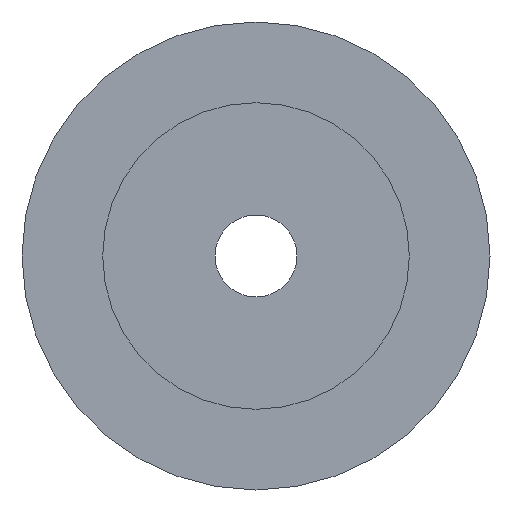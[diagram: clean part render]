
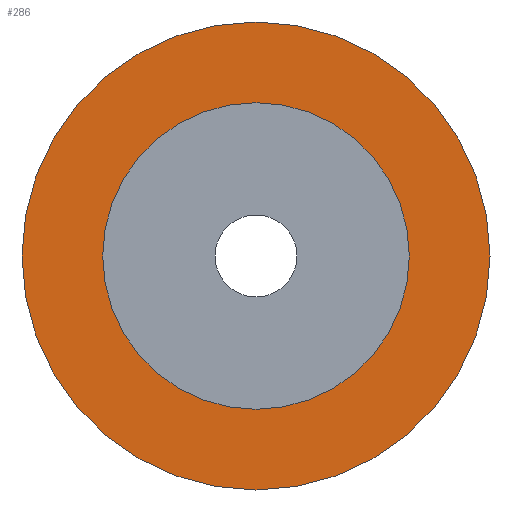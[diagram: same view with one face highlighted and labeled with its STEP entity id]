
A CAD part, left-side view. The second image highlights one B-rep face of the part: STEP entity #286.
In plain terms, the highlighted planar face has unit normal (-1, 0, 0).
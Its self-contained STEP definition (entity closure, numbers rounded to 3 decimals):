
#26=FACE_BOUND('',#56,.T.);
#29=PLANE('',#339);
#37=FACE_OUTER_BOUND('',#55,.T.);
#55=EDGE_LOOP('',(#224,#225));
#56=EDGE_LOOP('',(#226));
#91=CIRCLE('',#316,13.1);
#106=CIRCLE('',#337,20.);
#107=CIRCLE('',#338,20.);
#120=VERTEX_POINT('',#467);
#135=VERTEX_POINT('',#507);
#136=VERTEX_POINT('',#508);
#149=EDGE_CURVE('',#120,#120,#91,.T.);
#168=EDGE_CURVE('',#135,#136,#106,.T.);
#169=EDGE_CURVE('',#136,#135,#107,.T.);
#224=ORIENTED_EDGE('',*,*,#168,.T.);
#225=ORIENTED_EDGE('',*,*,#169,.T.);
#226=ORIENTED_EDGE('',*,*,#149,.T.);
#286=ADVANCED_FACE('',(#37,#26),#29,.T.);
#316=AXIS2_PLACEMENT_3D('',#468,#364,#365);
#337=AXIS2_PLACEMENT_3D('',#509,#410,#411);
#338=AXIS2_PLACEMENT_3D('',#510,#412,#413);
#339=AXIS2_PLACEMENT_3D('',#512,#415,#416);
#364=DIRECTION('center_axis',(1.,0.,0.));
#365=DIRECTION('ref_axis',(0.,0.,-1.));
#410=DIRECTION('center_axis',(-1.,0.,0.));
#411=DIRECTION('ref_axis',(0.,0.,1.));
#412=DIRECTION('center_axis',(-1.,0.,0.));
#413=DIRECTION('ref_axis',(0.,0.,1.));
#415=DIRECTION('center_axis',(-1.,0.,0.));
#416=DIRECTION('ref_axis',(0.,0.,1.));
#467=CARTESIAN_POINT('',(-40.,0.,13.1));
#468=CARTESIAN_POINT('Origin',(-40.,0.,0.));
#507=CARTESIAN_POINT('',(-40.,-20.,0.));
#508=CARTESIAN_POINT('',(-40.,20.,0.));
#509=CARTESIAN_POINT('Origin',(-40.,0.,0.));
#510=CARTESIAN_POINT('Origin',(-40.,0.,0.));
#512=CARTESIAN_POINT('Origin',(-40.,-3.5,0.));
